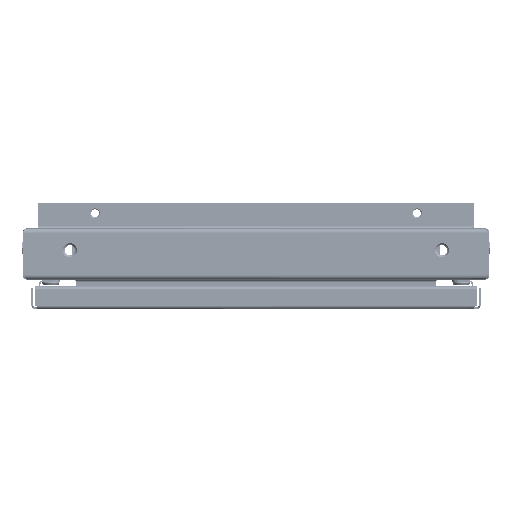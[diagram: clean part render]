
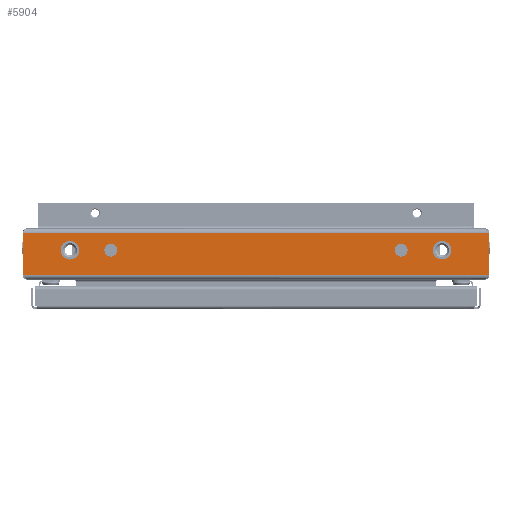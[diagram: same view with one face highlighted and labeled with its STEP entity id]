
A CAD part, front view. The second image highlights one B-rep face of the part: STEP entity #5904.
In plain terms, the highlighted face is planar.
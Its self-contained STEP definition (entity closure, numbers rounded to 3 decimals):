
#862 = ORIENTED_EDGE ( 'NONE', *, *, #15475, .F. ) ;
#918 = ORIENTED_EDGE ( 'NONE', *, *, #22053, .T. ) ;
#1230 = CARTESIAN_POINT ( 'NONE',  ( -124.5, -3.319, 0. ) ) ;
#2094 = EDGE_CURVE ( 'NONE', #44678, #47244, #60277, .T. ) ;
#2253 = VERTEX_POINT ( 'NONE', #9116 ) ;
#2464 = ORIENTED_EDGE ( 'NONE', *, *, #63884, .T. ) ;
#2873 = ORIENTED_EDGE ( 'NONE', *, *, #3000, .F. ) ;
#3000 = EDGE_CURVE ( 'NONE', #6555, #49335, #59328, .T. ) ;
#3357 = ORIENTED_EDGE ( 'NONE', *, *, #42628, .T. ) ;
#3417 = DIRECTION ( 'NONE',  ( 0., 0., 1. ) ) ;
#3558 = CARTESIAN_POINT ( 'NONE',  ( -198., 18., 0. ) ) ;
#4014 = ORIENTED_EDGE ( 'NONE', *, *, #38221, .T. ) ;
#4607 = VERTEX_POINT ( 'NONE', #34237 ) ;
#4611 = VERTEX_POINT ( 'NONE', #38416 ) ;
#4831 = ORIENTED_EDGE ( 'NONE', *, *, #31912, .T. ) ;
#5576 = EDGE_CURVE ( 'NONE', #12136, #36278, #21452, .T. ) ;
#5904 = ADVANCED_FACE ( 'NONE', ( #57905, #31599, #26058, #47172, #35752 ), #58255, .F. ) ;
#6148 = DIRECTION ( 'NONE',  ( 0., 0., 1. ) ) ;
#6246 = CARTESIAN_POINT ( 'NONE',  ( 124.5, -3.319, 0. ) ) ;
#6446 = DIRECTION ( 'NONE',  ( 1., 0., 0. ) ) ;
#6555 = VERTEX_POINT ( 'NONE', #13512 ) ;
#7173 = ORIENTED_EDGE ( 'NONE', *, *, #40648, .T. ) ;
#7196 = ORIENTED_EDGE ( 'NONE', *, *, #29971, .T. ) ;
#7953 = CARTESIAN_POINT ( 'NONE',  ( 119., -3.319, 0. ) ) ;
#8352 = CIRCLE ( 'NONE', #44861, 8. ) ;
#8596 = VERTEX_POINT ( 'NONE', #26235 ) ;
#9116 = CARTESIAN_POINT ( 'NONE',  ( 130., -3.319, 0. ) ) ;
#9503 = AXIS2_PLACEMENT_3D ( 'NONE', #6246, #12181, #32625 ) ;
#9601 = CARTESIAN_POINT ( 'NONE',  ( 198., 18., 0. ) ) ;
#10728 = EDGE_CURVE ( 'NONE', #2253, #15463, #58207, .T. ) ;
#10788 = LINE ( 'NONE', #31928, #11525 ) ;
#11525 = VECTOR ( 'NONE', #47499, 1000. ) ;
#11639 = DIRECTION ( 'NONE',  ( 0., 0., 1. ) ) ;
#12136 = VERTEX_POINT ( 'NONE', #9601 ) ;
#12181 = DIRECTION ( 'NONE',  ( 0., 0., -1. ) ) ;
#12822 = CIRCLE ( 'NONE', #60389, 8. ) ;
#13512 = CARTESIAN_POINT ( 'NONE',  ( -167.5, -3.319, 0. ) ) ;
#13690 = VECTOR ( 'NONE', #34434, 1000. ) ;
#15100 = VERTEX_POINT ( 'NONE', #50657 ) ;
#15463 = VERTEX_POINT ( 'NONE', #7953 ) ;
#15475 = EDGE_CURVE ( 'NONE', #49335, #6555, #12822, .T. ) ;
#16141 = DIRECTION ( 'NONE',  ( -1., 0., 0. ) ) ;
#16259 = CARTESIAN_POINT ( 'NONE',  ( -197.935, -18., 0. ) ) ;
#16861 = DIRECTION ( 'NONE',  ( 0., 0., 1. ) ) ;
#17242 = VERTEX_POINT ( 'NONE', #16259 ) ;
#18937 = ORIENTED_EDGE ( 'NONE', *, *, #10728, .T. ) ;
#19031 = CIRCLE ( 'NONE', #24593, 5.5 ) ;
#19716 = EDGE_CURVE ( 'NONE', #15463, #2253, #49207, .T. ) ;
#19761 = LINE ( 'NONE', #39867, #55039 ) ;
#21452 = LINE ( 'NONE', #58194, #63675 ) ;
#21983 = CARTESIAN_POINT ( 'NONE',  ( -200., -18., 0. ) ) ;
#22000 = CARTESIAN_POINT ( 'NONE',  ( 124.5, -3.319, 0. ) ) ;
#22053 = EDGE_CURVE ( 'NONE', #59751, #63529, #8352, .T. ) ;
#22119 = VECTOR ( 'NONE', #59764, 1000. ) ;
#22225 = ORIENTED_EDGE ( 'NONE', *, *, #5576, .T. ) ;
#23757 = ORIENTED_EDGE ( 'NONE', *, *, #2094, .F. ) ;
#24171 = EDGE_LOOP ( 'NONE', ( #2464, #3357, #4014, #33940, #4831, #22225, #7173, #61119 ) ) ;
#24316 = VECTOR ( 'NONE', #63311, 1000. ) ;
#24593 = AXIS2_PLACEMENT_3D ( 'NONE', #32178, #6148, #26985 ) ;
#24943 = CARTESIAN_POINT ( 'NONE',  ( 159.5, -3.319, 0. ) ) ;
#25214 = EDGE_LOOP ( 'NONE', ( #23757, #26693 ) ) ;
#26058 = FACE_BOUND ( 'NONE', #68077, .T. ) ;
#26235 = CARTESIAN_POINT ( 'NONE',  ( -200., -18., 0. ) ) ;
#26693 = ORIENTED_EDGE ( 'NONE', *, *, #45174, .F. ) ;
#26735 = CARTESIAN_POINT ( 'NONE',  ( 0., 0., 0. ) ) ;
#26985 = DIRECTION ( 'NONE',  ( 1., 0., 0. ) ) ;
#27332 = CARTESIAN_POINT ( 'NONE',  ( 167.5, -3.319, 0. ) ) ;
#29493 = AXIS2_PLACEMENT_3D ( 'NONE', #52884, #11639, #58751 ) ;
#29971 = EDGE_CURVE ( 'NONE', #63529, #59751, #53820, .T. ) ;
#30593 = DIRECTION ( 'NONE',  ( -1., 0., 0. ) ) ;
#30784 = CARTESIAN_POINT ( 'NONE',  ( 151.5, -3.319, 0. ) ) ;
#31599 = FACE_BOUND ( 'NONE', #63265, .T. ) ;
#31912 = EDGE_CURVE ( 'NONE', #4611, #12136, #49109, .T. ) ;
#31928 = CARTESIAN_POINT ( 'NONE',  ( -200., -22., 0. ) ) ;
#32178 = CARTESIAN_POINT ( 'NONE',  ( -124.5, -3.319, 0. ) ) ;
#32596 = CARTESIAN_POINT ( 'NONE',  ( -119., -3.319, 0. ) ) ;
#32625 = DIRECTION ( 'NONE',  ( -1., 0., 0. ) ) ;
#33940 = ORIENTED_EDGE ( 'NONE', *, *, #47242, .T. ) ;
#34237 = CARTESIAN_POINT ( 'NONE',  ( 197.935, -18., 0. ) ) ;
#34260 = CARTESIAN_POINT ( 'NONE',  ( 159.5, -3.319, 0. ) ) ;
#34434 = DIRECTION ( 'NONE',  ( 0., 1., 0. ) ) ;
#35752 = FACE_OUTER_BOUND ( 'NONE', #24171, .T. ) ;
#36278 = VERTEX_POINT ( 'NONE', #3558 ) ;
#37341 = ORIENTED_EDGE ( 'NONE', *, *, #19716, .T. ) ;
#37392 = VECTOR ( 'NONE', #60541, 1000. ) ;
#37590 = CARTESIAN_POINT ( 'NONE',  ( -200., -18., 0. ) ) ;
#38221 = EDGE_CURVE ( 'NONE', #4607, #15100, #19761, .T. ) ;
#38416 = CARTESIAN_POINT ( 'NONE',  ( 200., 18., 0. ) ) ;
#39867 = CARTESIAN_POINT ( 'NONE',  ( -200., -18., 0. ) ) ;
#40648 = EDGE_CURVE ( 'NONE', #36278, #58220, #62975, .T. ) ;
#40851 = DIRECTION ( 'NONE',  ( 0., 0., -1. ) ) ;
#40886 = DIRECTION ( 'NONE',  ( 1., 0., 0. ) ) ;
#42442 = DIRECTION ( 'NONE',  ( 0., 0., -1. ) ) ;
#42628 = EDGE_CURVE ( 'NONE', #17242, #4607, #53879, .T. ) ;
#44678 = VERTEX_POINT ( 'NONE', #32596 ) ;
#44861 = AXIS2_PLACEMENT_3D ( 'NONE', #24943, #40851, #49882 ) ;
#45174 = EDGE_CURVE ( 'NONE', #47244, #44678, #19031, .T. ) ;
#45330 = DIRECTION ( 'NONE',  ( -1., 0., 0. ) ) ;
#47172 = FACE_BOUND ( 'NONE', #25214, .T. ) ;
#47242 = EDGE_CURVE ( 'NONE', #15100, #4611, #66326, .T. ) ;
#47244 = VERTEX_POINT ( 'NONE', #49696 ) ;
#47499 = DIRECTION ( 'NONE',  ( 0., -1., 0. ) ) ;
#47774 = CARTESIAN_POINT ( 'NONE',  ( -200., 18., 0. ) ) ;
#49109 = LINE ( 'NONE', #59862, #37392 ) ;
#49207 = CIRCLE ( 'NONE', #56988, 5.5 ) ;
#49335 = VERTEX_POINT ( 'NONE', #57809 ) ;
#49696 = CARTESIAN_POINT ( 'NONE',  ( -130., -3.319, 0. ) ) ;
#49882 = DIRECTION ( 'NONE',  ( -1., 0., 0. ) ) ;
#50657 = CARTESIAN_POINT ( 'NONE',  ( 200., -18., 0. ) ) ;
#52884 = CARTESIAN_POINT ( 'NONE',  ( -159.5, -3.319, 0. ) ) ;
#53495 = LINE ( 'NONE', #21983, #62094 ) ;
#53820 = CIRCLE ( 'NONE', #60491, 8. ) ;
#53879 = LINE ( 'NONE', #37590, #22119 ) ;
#54831 = AXIS2_PLACEMENT_3D ( 'NONE', #26735, #63443, #30593 ) ;
#54910 = CARTESIAN_POINT ( 'NONE',  ( 200., -22., 0. ) ) ;
#55039 = VECTOR ( 'NONE', #40886, 1000. ) ;
#55591 = EDGE_CURVE ( 'NONE', #58220, #8596, #10788, .T. ) ;
#56988 = AXIS2_PLACEMENT_3D ( 'NONE', #22000, #42442, #16141 ) ;
#57771 = CARTESIAN_POINT ( 'NONE',  ( 200., 18., 0. ) ) ;
#57809 = CARTESIAN_POINT ( 'NONE',  ( -151.5, -3.319, 0. ) ) ;
#57905 = FACE_BOUND ( 'NONE', #66636, .T. ) ;
#58194 = CARTESIAN_POINT ( 'NONE',  ( 200., 18., 0. ) ) ;
#58207 = CIRCLE ( 'NONE', #9503, 5.5 ) ;
#58220 = VERTEX_POINT ( 'NONE', #47774 ) ;
#58255 = PLANE ( 'NONE',  #54831 ) ;
#58751 = DIRECTION ( 'NONE',  ( 1., 0., 0. ) ) ;
#59328 = CIRCLE ( 'NONE', #29493, 8. ) ;
#59751 = VERTEX_POINT ( 'NONE', #30784 ) ;
#59764 = DIRECTION ( 'NONE',  ( 1., 0., 0. ) ) ;
#59862 = CARTESIAN_POINT ( 'NONE',  ( 200., 18., 0. ) ) ;
#60277 = CIRCLE ( 'NONE', #66910, 5.5 ) ;
#60389 = AXIS2_PLACEMENT_3D ( 'NONE', #66184, #3417, #61654 ) ;
#60491 = AXIS2_PLACEMENT_3D ( 'NONE', #34260, #66476, #45330 ) ;
#60541 = DIRECTION ( 'NONE',  ( -1., 0., 0. ) ) ;
#61119 = ORIENTED_EDGE ( 'NONE', *, *, #55591, .T. ) ;
#61654 = DIRECTION ( 'NONE',  ( 1., 0., 0. ) ) ;
#62094 = VECTOR ( 'NONE', #64602, 1000. ) ;
#62975 = LINE ( 'NONE', #57771, #24316 ) ;
#63265 = EDGE_LOOP ( 'NONE', ( #18937, #37341 ) ) ;
#63311 = DIRECTION ( 'NONE',  ( -1., 0., 0. ) ) ;
#63443 = DIRECTION ( 'NONE',  ( 0., 0., -1. ) ) ;
#63529 = VERTEX_POINT ( 'NONE', #27332 ) ;
#63675 = VECTOR ( 'NONE', #63738, 1000. ) ;
#63738 = DIRECTION ( 'NONE',  ( -1., 0., 0. ) ) ;
#63884 = EDGE_CURVE ( 'NONE', #8596, #17242, #53495, .T. ) ;
#64602 = DIRECTION ( 'NONE',  ( 1., 0., 0. ) ) ;
#66184 = CARTESIAN_POINT ( 'NONE',  ( -159.5, -3.319, 0. ) ) ;
#66326 = LINE ( 'NONE', #54910, #13690 ) ;
#66476 = DIRECTION ( 'NONE',  ( 0., 0., -1. ) ) ;
#66636 = EDGE_LOOP ( 'NONE', ( #7196, #918 ) ) ;
#66910 = AXIS2_PLACEMENT_3D ( 'NONE', #1230, #16861, #6446 ) ;
#68077 = EDGE_LOOP ( 'NONE', ( #862, #2873 ) ) ;
